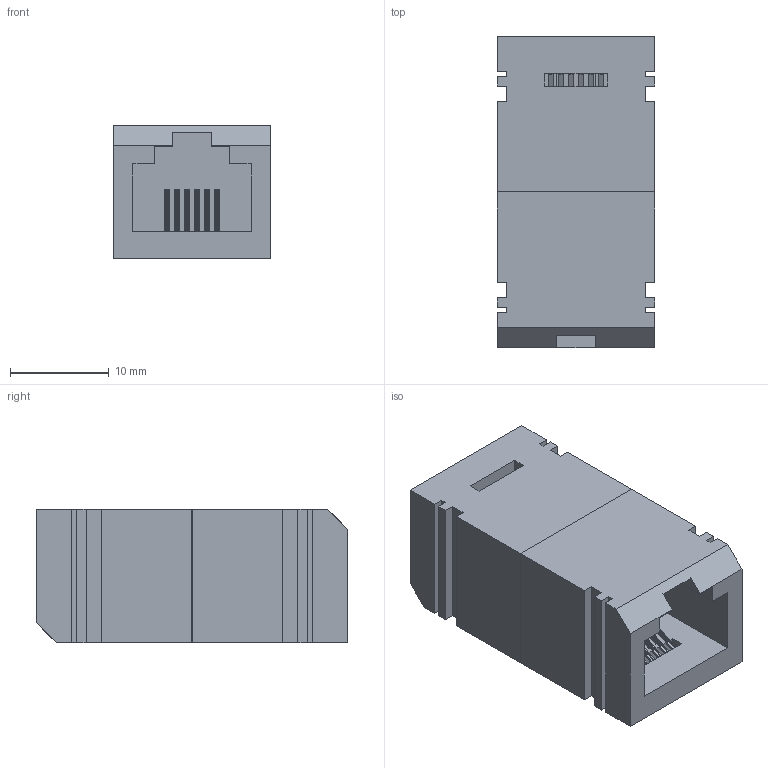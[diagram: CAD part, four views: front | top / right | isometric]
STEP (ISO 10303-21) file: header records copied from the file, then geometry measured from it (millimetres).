
FILE_DESCRIPTION (( 'STEP AP203' ), '1' );
FILE_NAME ('TDG1026A-6C.STEP', '2006-06-23T20:23:45', ( 'lcom' ), ( 'lcom' ), 'SwSTEP 2.0', 'SolidWorks 2006004', '' );
FILE_SCHEMA (( 'CONFIG_CONTROL_DESIGN' ));
Length unit declared in the file: inch
Products named in the file (2): TDG1026A-6C; TDG1026A-6C-MA1_TDG1026A-8C
Assembly tree (2 placements, depth 2):
  TDG1026A-6C
    TDG1026A-6C-MA1_TDG1026A-8C  x2
Bounding box: 15.95 x 31.5 x 13.51 mm (x, y, z)
Volume: 3438.2 mm3; surface area: 4512.1 mm2
Topology: 2 solids, 2 shells, 284 faces, 828 edges, 536 vertices
Faces by surface type: plane 284
Entity records: 4826 total; most frequent: CARTESIAN_POINT 829, ORIENTED_EDGE 828, DIRECTION 708, EDGE_CURVE 414, LINE 414, VECTOR 414, VERTEX_POINT 268, EDGE_LOOP 150
